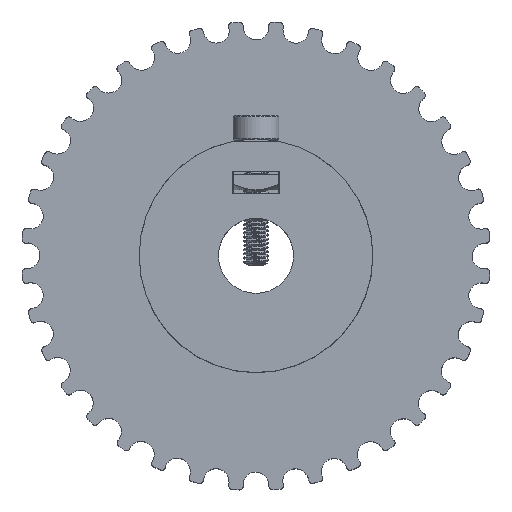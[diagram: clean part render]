
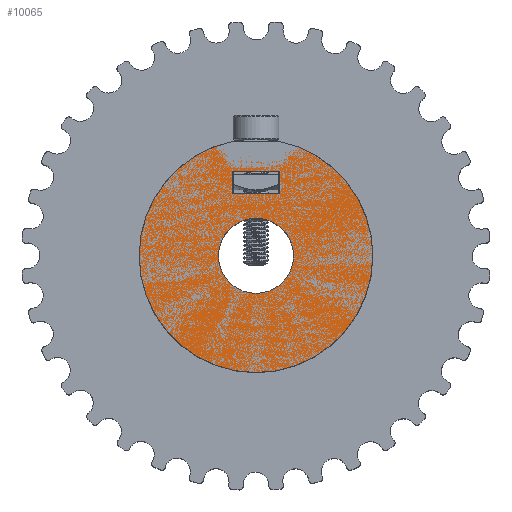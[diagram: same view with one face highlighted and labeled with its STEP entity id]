
A CAD part, top view. The second image highlights one B-rep face of the part: STEP entity #10065.
In plain terms, the highlighted planar face has unit normal (0, 0, 1).
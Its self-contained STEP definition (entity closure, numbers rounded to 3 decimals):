
#677=FACE_BOUND('',#2280,.T.);
#678=FACE_BOUND('',#2281,.T.);
#1071=CIRCLE('',#11037,14.);
#1072=CIRCLE('',#11038,14.);
#1073=CIRCLE('',#11042,4.5);
#1710=FACE_OUTER_BOUND('',#2279,.T.);
#2279=EDGE_LOOP('',(#7889,#7890,#7891,#7892,#7893));
#2280=EDGE_LOOP('',(#7894,#7895,#7896,#7897));
#2281=EDGE_LOOP('',(#7898));
#2642=LINE('',#15152,#3287);
#2645=LINE('',#15162,#3290);
#2649=LINE('',#15171,#3294);
#2652=LINE('',#15177,#3297);
#2655=LINE('',#15183,#3300);
#2658=LINE('',#15951,#3303);
#2912=LINE('',#16488,#3557);
#3287=VECTOR('',#11808,10.);
#3290=VECTOR('',#11817,10.);
#3294=VECTOR('',#11825,10.);
#3297=VECTOR('',#11830,10.);
#3300=VECTOR('',#11837,10.);
#3303=VECTOR('',#12574,10.);
#3557=VECTOR('',#13280,10.);
#3927=VERTEX_POINT('',#15146);
#3929=VERTEX_POINT('',#15150);
#3932=VERTEX_POINT('',#15160);
#3933=VERTEX_POINT('',#15161);
#3936=VERTEX_POINT('',#15170);
#3938=VERTEX_POINT('',#15176);
#4303=VERTEX_POINT('',#15949);
#4359=VERTEX_POINT('',#16481);
#4360=VERTEX_POINT('',#16484);
#4361=VERTEX_POINT('',#16492);
#4986=EDGE_CURVE('',#3927,#3929,#2642,.T.);
#4990=EDGE_CURVE('',#3932,#3933,#2645,.T.);
#4995=EDGE_CURVE('',#3936,#3932,#2649,.T.);
#4998=EDGE_CURVE('',#3938,#3936,#2652,.T.);
#5002=EDGE_CURVE('',#3933,#3938,#2655,.T.);
#5368=EDGE_CURVE('',#3929,#4303,#2658,.T.);
#5631=EDGE_CURVE('',#4359,#3927,#1071,.F.);
#5633=EDGE_CURVE('',#4360,#4359,#1072,.F.);
#5635=EDGE_CURVE('',#4303,#4360,#2912,.T.);
#5638=EDGE_CURVE('',#4361,#4361,#1073,.T.);
#7889=ORIENTED_EDGE('',*,*,#5633,.T.);
#7890=ORIENTED_EDGE('',*,*,#5631,.T.);
#7891=ORIENTED_EDGE('',*,*,#4986,.T.);
#7892=ORIENTED_EDGE('',*,*,#5368,.T.);
#7893=ORIENTED_EDGE('',*,*,#5635,.T.);
#7894=ORIENTED_EDGE('',*,*,#4990,.T.);
#7895=ORIENTED_EDGE('',*,*,#5002,.T.);
#7896=ORIENTED_EDGE('',*,*,#4998,.T.);
#7897=ORIENTED_EDGE('',*,*,#4995,.T.);
#7898=ORIENTED_EDGE('',*,*,#5638,.T.);
#9784=PLANE('',#11043);
#10065=ADVANCED_FACE('',(#1710,#677,#678),#9784,.T.);
#11037=AXIS2_PLACEMENT_3D('',#16482,#13272,#13273);
#11038=AXIS2_PLACEMENT_3D('',#16485,#13275,#13276);
#11042=AXIS2_PLACEMENT_3D('',#16494,#13287,#13288);
#11043=AXIS2_PLACEMENT_3D('',#16495,#13289,#13290);
#11808=DIRECTION('',(0.,-1.,0.));
#11817=DIRECTION('',(1.,0.,0.));
#11825=DIRECTION('',(0.,1.,0.));
#11830=DIRECTION('',(-1.,0.,0.));
#11837=DIRECTION('',(0.,-1.,0.));
#12574=DIRECTION('',(-1.,0.,0.));
#13272=DIRECTION('center_axis',(0.,0.,
-1.));
#13273=DIRECTION('ref_axis',(1.,0.,0.));
#13275=DIRECTION('center_axis',(0.,0.,
-1.));
#13276=DIRECTION('ref_axis',(1.,0.,0.));
#13280=DIRECTION('',(0.,1.,0.));
#13287=DIRECTION('center_axis',(0.,0.,
-1.));
#13288=DIRECTION('ref_axis',(-1.,0.,0.));
#13289=DIRECTION('center_axis',(0.,0.,
1.));
#13290=DIRECTION('ref_axis',(1.,0.,0.));
#15146=CARTESIAN_POINT('',(2.85,13.707,6.));
#15150=CARTESIAN_POINT('',(2.85,13.65,6.));
#15152=CARTESIAN_POINT('',(2.85,8.175,6.));
#15160=CARTESIAN_POINT('',(-2.85,10.15,6.));
#15161=CARTESIAN_POINT('',(2.85,10.15,6.));
#15162=CARTESIAN_POINT('',(-1.425,10.15,6.));
#15170=CARTESIAN_POINT('',(-2.85,7.45,6.));
#15171=CARTESIAN_POINT('',(-2.85,3.725,6.));
#15176=CARTESIAN_POINT('',(2.85,7.45,6.));
#15177=CARTESIAN_POINT('',(1.425,7.45,6.));
#15183=CARTESIAN_POINT('',(2.85,5.075,6.));
#15949=CARTESIAN_POINT('',(-2.85,13.65,6.));
#15951=CARTESIAN_POINT('',(1.425,13.65,6.));
#16481=CARTESIAN_POINT('',(-14.,0.,6.));
#16482=CARTESIAN_POINT('Origin',(0.,0.,
6.));
#16484=CARTESIAN_POINT('',(-2.85,13.707,6.));
#16485=CARTESIAN_POINT('Origin',(0.,0.,
6.));
#16488=CARTESIAN_POINT('',(-2.85,6.825,6.));
#16492=CARTESIAN_POINT('',(4.5,0.,6.));
#16494=CARTESIAN_POINT('Origin',(0.,0.,
6.));
#16495=CARTESIAN_POINT('Origin',(0.,0.,
6.));
